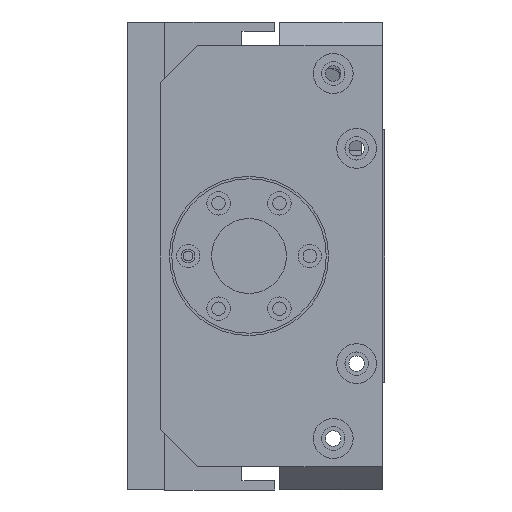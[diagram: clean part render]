
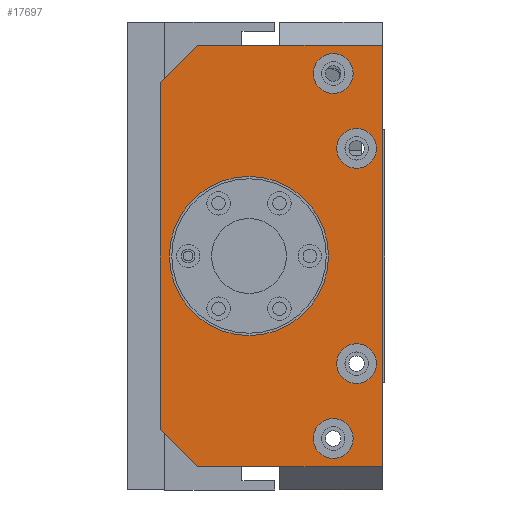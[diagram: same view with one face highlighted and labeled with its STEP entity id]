
A CAD part, left-side view. The second image highlights one B-rep face of the part: STEP entity #17697.
In plain terms, the highlighted planar face has unit normal (-1, 0, 0).
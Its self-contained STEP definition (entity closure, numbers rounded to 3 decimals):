
#471 = CARTESIAN_POINT ( 'NONE',  ( -152.929, 44.101, 45. ) ) ;
#559 = LINE ( 'NONE', #7813, #15573 ) ;
#740 = FACE_BOUND ( 'NONE', #21177, .T. ) ;
#750 = DIRECTION ( 'NONE',  ( -1., 0., 0. ) ) ;
#821 = CIRCLE ( 'NONE', #6297, 4.25 ) ;
#849 = VERTEX_POINT ( 'NONE', #25174 ) ;
#1724 = DIRECTION ( 'NONE',  ( 0., 0., 1. ) ) ;
#1979 = EDGE_LOOP ( 'NONE', ( #26701, #11428 ) ) ;
#2012 = EDGE_CURVE ( 'NONE', #6575, #32341, #35372, .T. ) ;
#2194 = DIRECTION ( 'NONE',  ( 0., 0., -1. ) ) ;
#3102 = EDGE_CURVE ( 'NONE', #20770, #30246, #30082, .T. ) ;
#3327 = CARTESIAN_POINT ( 'NONE',  ( -152.929, 10.101, 23. ) ) ;
#3973 = VERTEX_POINT ( 'NONE', #18681 ) ;
#4254 = CIRCLE ( 'NONE', #13258, 4.25 ) ;
#4444 = CARTESIAN_POINT ( 'NONE',  ( -152.929, 4.601, -45. ) ) ;
#4524 = AXIS2_PLACEMENT_3D ( 'NONE', #10232, #37170, #30466 ) ;
#4747 = DIRECTION ( 'NONE',  ( -1., 0., 0. ) ) ;
#4841 = EDGE_CURVE ( 'NONE', #10565, #849, #4254, .T. ) ;
#5056 = PLANE ( 'NONE',  #9350 ) ;
#5196 = CARTESIAN_POINT ( 'NONE',  ( -152.929, 52.101, -37. ) ) ;
#5630 = DIRECTION ( 'NONE',  ( -1., 0., 0. ) ) ;
#5650 = ORIENTED_EDGE ( 'NONE', *, *, #6408, .F. ) ;
#5888 = CARTESIAN_POINT ( 'NONE',  ( -152.929, 10.101, -18.75 ) ) ;
#5954 = CARTESIAN_POINT ( 'NONE',  ( -152.929, 15.101, -34.75 ) ) ;
#6248 = AXIS2_PLACEMENT_3D ( 'NONE', #18682, #750, #21653 ) ;
#6297 = AXIS2_PLACEMENT_3D ( 'NONE', #30315, #12526, #33329 ) ;
#6362 = CARTESIAN_POINT ( 'NONE',  ( -152.929, 33.101, -17. ) ) ;
#6408 = EDGE_CURVE ( 'NONE', #28642, #30246, #15835, .T. ) ;
#6561 = CARTESIAN_POINT ( 'NONE',  ( -152.929, 44.101, -45. ) ) ;
#6575 = VERTEX_POINT ( 'NONE', #5954 ) ;
#6676 = EDGE_CURVE ( 'NONE', #35902, #12629, #28365, .T. ) ;
#7410 = AXIS2_PLACEMENT_3D ( 'NONE', #29024, #4747, #34267 ) ;
#7795 = ORIENTED_EDGE ( 'NONE', *, *, #28395, .F. ) ;
#7813 = CARTESIAN_POINT ( 'NONE',  ( -152.929, 44.101, 45. ) ) ;
#7816 = FACE_BOUND ( 'NONE', #20420, .T. ) ;
#8439 = EDGE_CURVE ( 'NONE', #23385, #28642, #8625, .T. ) ;
#8625 = LINE ( 'NONE', #20682, #23506 ) ;
#8765 = FACE_BOUND ( 'NONE', #9443, .T. ) ;
#9350 = AXIS2_PLACEMENT_3D ( 'NONE', #37963, #20111, #2194 ) ;
#9443 = EDGE_LOOP ( 'NONE', ( #14310, #22551 ) ) ;
#9577 = CARTESIAN_POINT ( 'NONE',  ( -152.929, 52.101, -45. ) ) ;
#9925 = DIRECTION ( 'NONE',  ( -1., 0., 0. ) ) ;
#10079 = CARTESIAN_POINT ( 'NONE',  ( -152.929, 15.101, 34.75 ) ) ;
#10232 = CARTESIAN_POINT ( 'NONE',  ( -152.929, 10.101, -23. ) ) ;
#10382 = VERTEX_POINT ( 'NONE', #10079 ) ;
#10565 = VERTEX_POINT ( 'NONE', #19678 ) ;
#10885 = EDGE_CURVE ( 'NONE', #36101, #3973, #18190, .T. ) ;
#11290 = DIRECTION ( 'NONE',  ( -1., 0., 0. ) ) ;
#11419 = ORIENTED_EDGE ( 'NONE', *, *, #8439, .F. ) ;
#11428 = ORIENTED_EDGE ( 'NONE', *, *, #6676, .F. ) ;
#11568 = DIRECTION ( 'NONE',  ( 0., -0.707, -0.707 ) ) ;
#11692 = AXIS2_PLACEMENT_3D ( 'NONE', #15625, #36452, #18600 ) ;
#12091 = DIRECTION ( 'NONE',  ( -1., 0., 0. ) ) ;
#12182 = CIRCLE ( 'NONE', #34697, 4.25 ) ;
#12526 = DIRECTION ( 'NONE',  ( -1., 0., 0. ) ) ;
#12629 = VERTEX_POINT ( 'NONE', #5888 ) ;
#13258 = AXIS2_PLACEMENT_3D ( 'NONE', #3327, #15149, #1724 ) ;
#13414 = EDGE_CURVE ( 'NONE', #23072, #23385, #23069, .T. ) ;
#13436 = CARTESIAN_POINT ( 'NONE',  ( -152.929, 52.101, 37. ) ) ;
#14287 = VECTOR ( 'NONE', #11568, 1000. ) ;
#14310 = ORIENTED_EDGE ( 'NONE', *, *, #2012, .F. ) ;
#14605 = DIRECTION ( 'NONE',  ( 0., -1., 0. ) ) ;
#14694 = EDGE_CURVE ( 'NONE', #23072, #22368, #559, .T. ) ;
#15149 = DIRECTION ( 'NONE',  ( -1., 0., 0. ) ) ;
#15202 = VECTOR ( 'NONE', #14605, 1000. ) ;
#15573 = VECTOR ( 'NONE', #34656, 1000. ) ;
#15625 = CARTESIAN_POINT ( 'NONE',  ( -152.929, 33.101, 0. ) ) ;
#15835 = LINE ( 'NONE', #9577, #21831 ) ;
#16390 = EDGE_CURVE ( 'NONE', #12629, #35902, #26572, .T. ) ;
#16805 = EDGE_CURVE ( 'NONE', #32341, #6575, #821, .T. ) ;
#17153 = ORIENTED_EDGE ( 'NONE', *, *, #26247, .F. ) ;
#17537 = ORIENTED_EDGE ( 'NONE', *, *, #10885, .F. ) ;
#17697 = ADVANCED_FACE ( 'NONE', ( #7816, #740, #24575, #8765, #38605, #30633 ), #5056, .F. ) ;
#18190 = CIRCLE ( 'NONE', #11692, 17. ) ;
#18600 = DIRECTION ( 'NONE',  ( 0., 0., 1. ) ) ;
#18681 = CARTESIAN_POINT ( 'NONE',  ( -152.929, 33.101, 17. ) ) ;
#18682 = CARTESIAN_POINT ( 'NONE',  ( -152.929, 15.101, 39. ) ) ;
#19376 = ORIENTED_EDGE ( 'NONE', *, *, #14694, .T. ) ;
#19678 = CARTESIAN_POINT ( 'NONE',  ( -152.929, 10.101, 18.75 ) ) ;
#20111 = DIRECTION ( 'NONE',  ( 1., 0., 0. ) ) ;
#20420 = EDGE_LOOP ( 'NONE', ( #31309, #17537 ) ) ;
#20682 = CARTESIAN_POINT ( 'NONE',  ( -152.929, 4.601, 45. ) ) ;
#20723 = VECTOR ( 'NONE', #28009, 1000. ) ;
#20770 = VERTEX_POINT ( 'NONE', #36488 ) ;
#21177 = EDGE_LOOP ( 'NONE', ( #7795, #26504 ) ) ;
#21653 = DIRECTION ( 'NONE',  ( 0., 0., 1. ) ) ;
#21831 = VECTOR ( 'NONE', #36261, 1000. ) ;
#22279 = EDGE_CURVE ( 'NONE', #20770, #22368, #38465, .T. ) ;
#22290 = AXIS2_PLACEMENT_3D ( 'NONE', #29860, #12091, #32886 ) ;
#22368 = VERTEX_POINT ( 'NONE', #13436 ) ;
#22551 = ORIENTED_EDGE ( 'NONE', *, *, #16805, .F. ) ;
#22919 = CARTESIAN_POINT ( 'NONE',  ( -152.929, 4.601, 45. ) ) ;
#22957 = EDGE_LOOP ( 'NONE', ( #17153, #24082 ) ) ;
#23069 = LINE ( 'NONE', #23398, #15202 ) ;
#23072 = VERTEX_POINT ( 'NONE', #471 ) ;
#23385 = VERTEX_POINT ( 'NONE', #22919 ) ;
#23398 = CARTESIAN_POINT ( 'NONE',  ( -152.929, 52.101, 45. ) ) ;
#23503 = CARTESIAN_POINT ( 'NONE',  ( -152.929, 10.101, 23. ) ) ;
#23506 = VECTOR ( 'NONE', #23516, 1000. ) ;
#23516 = DIRECTION ( 'NONE',  ( 0., 0., -1. ) ) ;
#24082 = ORIENTED_EDGE ( 'NONE', *, *, #27600, .F. ) ;
#24322 = VERTEX_POINT ( 'NONE', #24911 ) ;
#24418 = ORIENTED_EDGE ( 'NONE', *, *, #3102, .T. ) ;
#24575 = FACE_BOUND ( 'NONE', #22957, .T. ) ;
#24911 = CARTESIAN_POINT ( 'NONE',  ( -152.929, 15.101, 43.25 ) ) ;
#25174 = CARTESIAN_POINT ( 'NONE',  ( -152.929, 10.101, 27.25 ) ) ;
#26247 = EDGE_CURVE ( 'NONE', #24322, #10382, #12182, .T. ) ;
#26504 = ORIENTED_EDGE ( 'NONE', *, *, #4841, .F. ) ;
#26505 = DIRECTION ( 'NONE',  ( 0., 0., 1. ) ) ;
#26572 = CIRCLE ( 'NONE', #29757, 4.25 ) ;
#26701 = ORIENTED_EDGE ( 'NONE', *, *, #16390, .F. ) ;
#26794 = CARTESIAN_POINT ( 'NONE',  ( -152.929, 15.101, -43.25 ) ) ;
#27600 = EDGE_CURVE ( 'NONE', #10382, #24322, #32987, .T. ) ;
#27740 = CARTESIAN_POINT ( 'NONE',  ( -152.929, 10.101, -23. ) ) ;
#28009 = DIRECTION ( 'NONE',  ( 0., 0., 1. ) ) ;
#28365 = CIRCLE ( 'NONE', #4524, 4.25 ) ;
#28395 = EDGE_CURVE ( 'NONE', #849, #10565, #35731, .T. ) ;
#28642 = VERTEX_POINT ( 'NONE', #4444 ) ;
#28757 = CIRCLE ( 'NONE', #22290, 17. ) ;
#29024 = CARTESIAN_POINT ( 'NONE',  ( -152.929, 15.101, -39. ) ) ;
#29065 = CARTESIAN_POINT ( 'NONE',  ( -152.929, 15.101, 39. ) ) ;
#29757 = AXIS2_PLACEMENT_3D ( 'NONE', #27740, #9925, #30726 ) ;
#29860 = CARTESIAN_POINT ( 'NONE',  ( -152.929, 33.101, 0. ) ) ;
#30082 = LINE ( 'NONE', #5196, #14287 ) ;
#30246 = VERTEX_POINT ( 'NONE', #6561 ) ;
#30315 = CARTESIAN_POINT ( 'NONE',  ( -152.929, 15.101, -39. ) ) ;
#30466 = DIRECTION ( 'NONE',  ( 0., 0., 1. ) ) ;
#30633 = FACE_OUTER_BOUND ( 'NONE', #38696, .T. ) ;
#30726 = DIRECTION ( 'NONE',  ( 0., 0., 1. ) ) ;
#30873 = CARTESIAN_POINT ( 'NONE',  ( -152.929, 52.101, 45. ) ) ;
#31309 = ORIENTED_EDGE ( 'NONE', *, *, #37138, .F. ) ;
#32083 = DIRECTION ( 'NONE',  ( 0., 0., 1. ) ) ;
#32341 = VERTEX_POINT ( 'NONE', #26794 ) ;
#32886 = DIRECTION ( 'NONE',  ( 0., 0., 1. ) ) ;
#32987 = CIRCLE ( 'NONE', #6248, 4.25 ) ;
#33329 = DIRECTION ( 'NONE',  ( 0., 0., 1. ) ) ;
#33556 = ORIENTED_EDGE ( 'NONE', *, *, #22279, .F. ) ;
#33998 = AXIS2_PLACEMENT_3D ( 'NONE', #23503, #5630, #26505 ) ;
#34267 = DIRECTION ( 'NONE',  ( 0., 0., 1. ) ) ;
#34518 = ORIENTED_EDGE ( 'NONE', *, *, #13414, .F. ) ;
#34656 = DIRECTION ( 'NONE',  ( 0., 0.707, -0.707 ) ) ;
#34697 = AXIS2_PLACEMENT_3D ( 'NONE', #29065, #11290, #32083 ) ;
#35208 = CARTESIAN_POINT ( 'NONE',  ( -152.929, 10.101, -27.25 ) ) ;
#35372 = CIRCLE ( 'NONE', #7410, 4.25 ) ;
#35731 = CIRCLE ( 'NONE', #33998, 4.25 ) ;
#35902 = VERTEX_POINT ( 'NONE', #35208 ) ;
#36101 = VERTEX_POINT ( 'NONE', #6362 ) ;
#36261 = DIRECTION ( 'NONE',  ( 0., 1., 0. ) ) ;
#36452 = DIRECTION ( 'NONE',  ( -1., 0., 0. ) ) ;
#36488 = CARTESIAN_POINT ( 'NONE',  ( -152.929, 52.101, -37. ) ) ;
#37138 = EDGE_CURVE ( 'NONE', #3973, #36101, #28757, .T. ) ;
#37170 = DIRECTION ( 'NONE',  ( -1., 0., 0. ) ) ;
#37963 = CARTESIAN_POINT ( 'NONE',  ( -152.929, 4.601, -45. ) ) ;
#38465 = LINE ( 'NONE', #30873, #20723 ) ;
#38605 = FACE_BOUND ( 'NONE', #1979, .T. ) ;
#38696 = EDGE_LOOP ( 'NONE', ( #33556, #24418, #5650, #11419, #34518, #19376 ) ) ;
